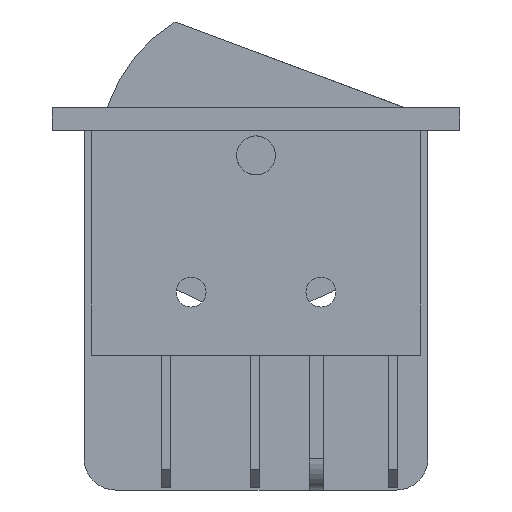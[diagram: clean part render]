
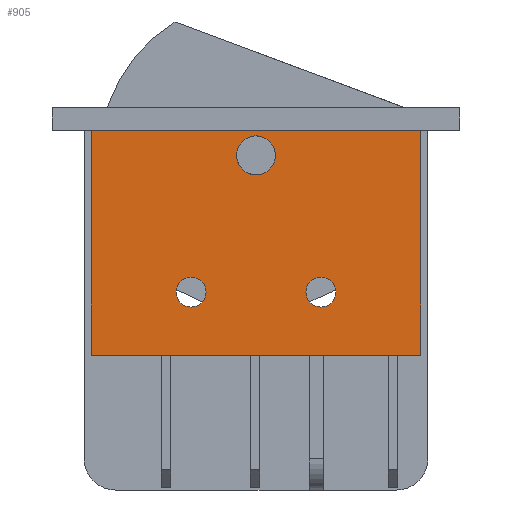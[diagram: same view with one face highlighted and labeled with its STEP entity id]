
A CAD part, left-side view. The second image highlights one B-rep face of the part: STEP entity #905.
In plain terms, the highlighted planar face has unit normal (-1, 0, 0).
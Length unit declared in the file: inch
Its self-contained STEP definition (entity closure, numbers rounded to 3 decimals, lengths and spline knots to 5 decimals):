
#32 = EDGE_CURVE ( 'NONE', #50, #3194, #4521, .T. ) ;
#37 = DIRECTION ( 'NONE',  ( 1., 0., 0. ) ) ;
#50 = VERTEX_POINT ( 'NONE', #1065 ) ;
#53 = DIRECTION ( 'NONE',  ( -1., 0., 0. ) ) ;
#140 = DIRECTION ( 'NONE',  ( 0., 0., 1. ) ) ;
#154 = CARTESIAN_POINT ( 'NONE',  ( -0.4285, 0.208, -0.591 ) ) ;
#243 = CARTESIAN_POINT ( 'NONE',  ( -0.4285, -0.208, -0.591 ) ) ;
#249 = VERTEX_POINT ( 'NONE', #4192 ) ;
#256 = EDGE_LOOP ( 'NONE', ( #1348, #267 ) ) ;
#267 = ORIENTED_EDGE ( 'NONE', *, *, #2675, .F. ) ;
#444 = DIRECTION ( 'NONE',  ( 0., 0., -1. ) ) ;
#499 = CARTESIAN_POINT ( 'NONE',  ( -0.4285, -0.208, -0.543 ) ) ;
#668 = DIRECTION ( 'NONE',  ( -1., 0., 0. ) ) ;
#865 = CARTESIAN_POINT ( 'NONE',  ( -0.4285, 0.208, -0.639 ) ) ;
#884 = AXIS2_PLACEMENT_3D ( 'NONE', #2850, #668, #2459 ) ;
#905 = ADVANCED_FACE ( 'NONE', ( #4199, #3484, #3440, #1900 ), #3137, .F. ) ;
#1050 = CIRCLE ( 'NONE', #2775, 0.048 ) ;
#1051 = VERTEX_POINT ( 'NONE', #2645 ) ;
#1065 = CARTESIAN_POINT ( 'NONE',  ( -0.4285, 0., -0.2155 ) ) ;
#1077 = VERTEX_POINT ( 'NONE', #3360 ) ;
#1109 = CIRCLE ( 'NONE', #4830, 0.048 ) ;
#1119 = EDGE_LOOP ( 'NONE', ( #3365, #1776 ) ) ;
#1348 = ORIENTED_EDGE ( 'NONE', *, *, #3754, .F. ) ;
#1421 = CARTESIAN_POINT ( 'NONE',  ( -0.4285, 0., -0.153 ) ) ;
#1490 = EDGE_CURVE ( 'NONE', #3700, #1051, #4270, .T. ) ;
#1497 = AXIS2_PLACEMENT_3D ( 'NONE', #243, #3286, #2896 ) ;
#1589 = VECTOR ( 'NONE', #1812, 39.37008 ) ;
#1602 = CARTESIAN_POINT ( 'NONE',  ( -0.4285, 0.5275, -0.793 ) ) ;
#1610 = CARTESIAN_POINT ( 'NONE',  ( -0.4285, -0.5275, -0.793 ) ) ;
#1769 = VERTEX_POINT ( 'NONE', #4313 ) ;
#1776 = ORIENTED_EDGE ( 'NONE', *, *, #4175, .F. ) ;
#1796 = DIRECTION ( 'NONE',  ( 0., 0., -1. ) ) ;
#1805 = VECTOR ( 'NONE', #3597, 39.37008 ) ;
#1812 = DIRECTION ( 'NONE',  ( 0., 1., 0. ) ) ;
#1834 = EDGE_CURVE ( 'NONE', #2708, #1769, #4788, .T. ) ;
#1900 = FACE_OUTER_BOUND ( 'NONE', #3256, .T. ) ;
#1968 = VECTOR ( 'NONE', #140, 39.37008 ) ;
#2066 = VERTEX_POINT ( 'NONE', #865 ) ;
#2175 = CARTESIAN_POINT ( 'NONE',  ( -0.4285, -0.5275, -0.073 ) ) ;
#2182 = LINE ( 'NONE', #4117, #1589 ) ;
#2296 = EDGE_LOOP ( 'NONE', ( #4385, #3397 ) ) ;
#2353 = DIRECTION ( 'NONE',  ( -1., 0., 0. ) ) ;
#2368 = AXIS2_PLACEMENT_3D ( 'NONE', #1421, #2513, #3694 ) ;
#2437 = AXIS2_PLACEMENT_3D ( 'NONE', #1610, #37, #3060 ) ;
#2444 = CARTESIAN_POINT ( 'NONE',  ( -0.4285, 0., -0.0905 ) ) ;
#2459 = DIRECTION ( 'NONE',  ( 0., 0., -1. ) ) ;
#2513 = DIRECTION ( 'NONE',  ( -1., 0., 0. ) ) ;
#2520 = ORIENTED_EDGE ( 'NONE', *, *, #1490, .F. ) ;
#2645 = CARTESIAN_POINT ( 'NONE',  ( -0.4285, 0.5275, -0.073 ) ) ;
#2675 = EDGE_CURVE ( 'NONE', #4047, #1077, #3649, .T. ) ;
#2708 = VERTEX_POINT ( 'NONE', #4146 ) ;
#2714 = CARTESIAN_POINT ( 'NONE',  ( -0.4285, 0., -0.153 ) ) ;
#2775 = AXIS2_PLACEMENT_3D ( 'NONE', #3431, #53, #1796 ) ;
#2842 = AXIS2_PLACEMENT_3D ( 'NONE', #2714, #2353, #3891 ) ;
#2850 = CARTESIAN_POINT ( 'NONE',  ( -0.4285, 0.208, -0.591 ) ) ;
#2896 = DIRECTION ( 'NONE',  ( 0., 0., -1. ) ) ;
#2975 = ORIENTED_EDGE ( 'NONE', *, *, #4716, .T. ) ;
#3011 = CIRCLE ( 'NONE', #884, 0.048 ) ;
#3060 = DIRECTION ( 'NONE',  ( 0., 0., -1. ) ) ;
#3137 = PLANE ( 'NONE',  #2437 ) ;
#3176 = ORIENTED_EDGE ( 'NONE', *, *, #1834, .T. ) ;
#3194 = VERTEX_POINT ( 'NONE', #2444 ) ;
#3223 = DIRECTION ( 'NONE',  ( -1., 0., 0. ) ) ;
#3256 = EDGE_LOOP ( 'NONE', ( #2975, #2520, #4078, #3176 ) ) ;
#3286 = DIRECTION ( 'NONE',  ( -1., 0., 0. ) ) ;
#3319 = EDGE_CURVE ( 'NONE', #2708, #3700, #2182, .T. ) ;
#3350 = LINE ( 'NONE', #2175, #4425 ) ;
#3360 = CARTESIAN_POINT ( 'NONE',  ( -0.4285, -0.208, -0.639 ) ) ;
#3365 = ORIENTED_EDGE ( 'NONE', *, *, #32, .F. ) ;
#3397 = ORIENTED_EDGE ( 'NONE', *, *, #4300, .F. ) ;
#3431 = CARTESIAN_POINT ( 'NONE',  ( -0.4285, -0.208, -0.591 ) ) ;
#3440 = FACE_BOUND ( 'NONE', #1119, .T. ) ;
#3484 = FACE_BOUND ( 'NONE', #2296, .T. ) ;
#3550 = CARTESIAN_POINT ( 'NONE',  ( -0.4285, 0.5275, -0.793 ) ) ;
#3597 = DIRECTION ( 'NONE',  ( 0., 0., 1. ) ) ;
#3649 = CIRCLE ( 'NONE', #1497, 0.048 ) ;
#3694 = DIRECTION ( 'NONE',  ( 0., 0., -1. ) ) ;
#3700 = VERTEX_POINT ( 'NONE', #1602 ) ;
#3754 = EDGE_CURVE ( 'NONE', #1077, #4047, #1050, .T. ) ;
#3891 = DIRECTION ( 'NONE',  ( 0., 0., -1. ) ) ;
#3996 = EDGE_CURVE ( 'NONE', #2066, #249, #1109, .T. ) ;
#4047 = VERTEX_POINT ( 'NONE', #499 ) ;
#4078 = ORIENTED_EDGE ( 'NONE', *, *, #3319, .F. ) ;
#4117 = CARTESIAN_POINT ( 'NONE',  ( -0.4285, -0.5275, -0.793 ) ) ;
#4146 = CARTESIAN_POINT ( 'NONE',  ( -0.4285, -0.5275, -0.793 ) ) ;
#4175 = EDGE_CURVE ( 'NONE', #3194, #50, #4683, .T. ) ;
#4192 = CARTESIAN_POINT ( 'NONE',  ( -0.4285, 0.208, -0.543 ) ) ;
#4199 = FACE_BOUND ( 'NONE', #256, .T. ) ;
#4270 = LINE ( 'NONE', #3550, #1968 ) ;
#4300 = EDGE_CURVE ( 'NONE', #249, #2066, #3011, .T. ) ;
#4313 = CARTESIAN_POINT ( 'NONE',  ( -0.4285, -0.5275, -0.073 ) ) ;
#4385 = ORIENTED_EDGE ( 'NONE', *, *, #3996, .F. ) ;
#4401 = CARTESIAN_POINT ( 'NONE',  ( -0.4285, -0.5275, -0.793 ) ) ;
#4425 = VECTOR ( 'NONE', #4852, 39.37008 ) ;
#4521 = CIRCLE ( 'NONE', #2368, 0.0625 ) ;
#4683 = CIRCLE ( 'NONE', #2842, 0.0625 ) ;
#4716 = EDGE_CURVE ( 'NONE', #1769, #1051, #3350, .T. ) ;
#4788 = LINE ( 'NONE', #4401, #1805 ) ;
#4830 = AXIS2_PLACEMENT_3D ( 'NONE', #154, #3223, #444 ) ;
#4852 = DIRECTION ( 'NONE',  ( 0., 1., 0. ) ) ;
